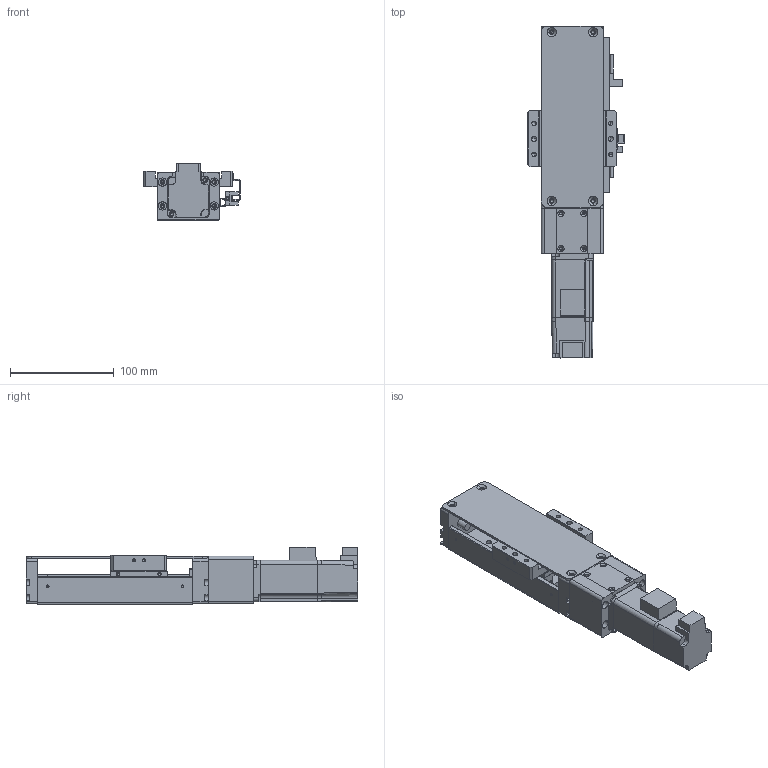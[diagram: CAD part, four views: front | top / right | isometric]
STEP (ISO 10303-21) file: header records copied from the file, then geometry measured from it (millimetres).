
FILE_DESCRIPTION (( 'STEP AP203' ), '1' );
FILE_NAME ('JLKK60-G150-1210-A1-CM-M-100W-C-OS3.STEP', '2020-09-22T14:51:09', ( 'Windows' ), ( 'Microsoft' ), 'SwSTEP 2.0', 'SolidWorks 2016', '' );
FILE_SCHEMA (( 'CONFIG_CONTROL_DESIGN' ));
Length unit declared in the file: millimetre
Products named in the file (9): jianalKK-60-SCREW-C-PT; jianalKK-60-FARCAP-C-PT; jianalKK-60-SLBLOCK-C-PT; jianalKK-60-CAP-C-PT; jianalKK-60-GUIDWAY-C-PT; jianalKK-60-SENSOR-C-PT; JLKK60-G150-1210-A1-CM-M-100W-C-OS3; jianalKK-60-BASE-C-PT; jianalKK-60-MOTOR-C-PT
Assembly tree (10 placements, depth 2):
  JLKK60-G150-1210-A1-CM-M-100W-C-OS3
    jianalKK-60-BASE-C-PT
    jianalKK-60-MOTOR-C-PT
    jianalKK-60-SCREW-C-PT
    jianalKK-60-FARCAP-C-PT
    jianalKK-60-SLBLOCK-C-PT
    jianalKK-60-CAP-C-PT
    jianalKK-60-GUIDWAY-C-PT
    jianalKK-60-SENSOR-C-PT  x3
Bounding box: 93 x 320.6 x 55.85 mm (x, y, z)
Volume: 526167.2 mm3; surface area: 185844.4 mm2
Topology: 24 solids, 24 shells, 1604 faces, 4404 edges, 2812 vertices
Faces by surface type: plane 609, cylinder 487, cone 242, bspline 190, sphere 44, torus 32
Entity records: 57813 total; most frequent: CARTESIAN_POINT 20129, ORIENTED_EDGE 7900, DIRECTION 7100, EDGE_CURVE 3950, VERTEX_POINT 2634, AXIS2_PLACEMENT_3D 2593, VECTOR 1914, LINE 1914
